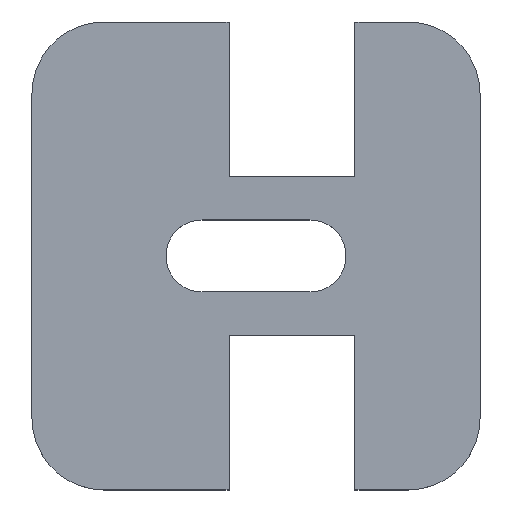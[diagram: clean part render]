
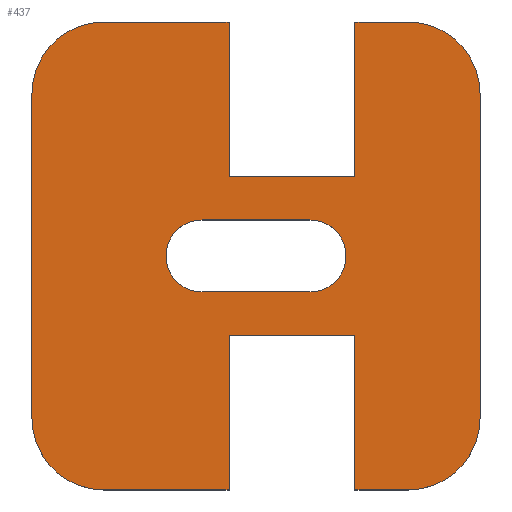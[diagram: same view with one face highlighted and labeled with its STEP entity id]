
A CAD part, top view. The second image highlights one B-rep face of the part: STEP entity #437.
In plain terms, the highlighted planar face has unit normal (0, 0, 1).
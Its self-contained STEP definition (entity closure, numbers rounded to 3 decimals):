
#14=FACE_BOUND('',#57,.T.);
#17=PLANE('',#469);
#34=FACE_OUTER_BOUND('',#56,.T.);
#56=EDGE_LOOP('',(#294,#295,#296,#297,#298,#299,#300,#301,#302,#303,#304,
#305,#306,#307,#308,#309));
#57=EDGE_LOOP('',(#310,#311,#312,#313));
#80=LINE('',#629,#128);
#83=LINE('',#635,#131);
#84=LINE('',#637,#132);
#85=LINE('',#639,#133);
#86=LINE('',#641,#134);
#87=LINE('',#643,#135);
#88=LINE('',#647,#136);
#89=LINE('',#651,#137);
#90=LINE('',#653,#138);
#91=LINE('',#655,#139);
#92=LINE('',#657,#140);
#93=LINE('',#659,#141);
#94=LINE('',#665,#142);
#95=LINE('',#668,#143);
#128=VECTOR('',#511,10.);
#131=VECTOR('',#516,10.);
#132=VECTOR('',#517,10.);
#133=VECTOR('',#518,10.);
#134=VECTOR('',#519,10.);
#135=VECTOR('',#520,10.);
#136=VECTOR('',#523,10.);
#137=VECTOR('',#526,10.);
#138=VECTOR('',#527,10.);
#139=VECTOR('',#528,10.);
#140=VECTOR('',#529,10.);
#141=VECTOR('',#530,10.);
#142=VECTOR('',#535,10.);
#143=VECTOR('',#538,10.);
#174=CIRCLE('',#466,4.);
#176=CIRCLE('',#470,4.);
#177=CIRCLE('',#471,4.);
#178=CIRCLE('',#472,4.);
#179=CIRCLE('',#473,2.);
#180=CIRCLE('',#474,2.);
#186=VERTEX_POINT('',#619);
#187=VERTEX_POINT('',#620);
#190=VERTEX_POINT('',#628);
#192=VERTEX_POINT('',#634);
#193=VERTEX_POINT('',#636);
#194=VERTEX_POINT('',#638);
#195=VERTEX_POINT('',#640);
#196=VERTEX_POINT('',#642);
#197=VERTEX_POINT('',#644);
#198=VERTEX_POINT('',#646);
#199=VERTEX_POINT('',#648);
#200=VERTEX_POINT('',#650);
#201=VERTEX_POINT('',#652);
#202=VERTEX_POINT('',#654);
#203=VERTEX_POINT('',#656);
#204=VERTEX_POINT('',#658);
#205=VERTEX_POINT('',#661);
#206=VERTEX_POINT('',#662);
#207=VERTEX_POINT('',#664);
#208=VERTEX_POINT('',#666);
#226=EDGE_CURVE('',#186,#187,#174,.T.);
#230=EDGE_CURVE('',#190,#187,#80,.T.);
#233=EDGE_CURVE('',#186,#192,#83,.T.);
#234=EDGE_CURVE('',#192,#193,#84,.T.);
#235=EDGE_CURVE('',#193,#194,#85,.T.);
#236=EDGE_CURVE('',#194,#195,#86,.T.);
#237=EDGE_CURVE('',#195,#196,#87,.T.);
#238=EDGE_CURVE('',#197,#196,#176,.T.);
#239=EDGE_CURVE('',#197,#198,#88,.T.);
#240=EDGE_CURVE('',#199,#198,#177,.T.);
#241=EDGE_CURVE('',#199,#200,#89,.T.);
#242=EDGE_CURVE('',#200,#201,#90,.T.);
#243=EDGE_CURVE('',#201,#202,#91,.T.);
#244=EDGE_CURVE('',#202,#203,#92,.T.);
#245=EDGE_CURVE('',#203,#204,#93,.T.);
#246=EDGE_CURVE('',#190,#204,#178,.T.);
#247=EDGE_CURVE('',#205,#206,#179,.T.);
#248=EDGE_CURVE('',#206,#207,#94,.T.);
#249=EDGE_CURVE('',#207,#208,#180,.T.);
#250=EDGE_CURVE('',#208,#205,#95,.T.);
#294=ORIENTED_EDGE('',*,*,#226,.F.);
#295=ORIENTED_EDGE('',*,*,#233,.T.);
#296=ORIENTED_EDGE('',*,*,#234,.T.);
#297=ORIENTED_EDGE('',*,*,#235,.T.);
#298=ORIENTED_EDGE('',*,*,#236,.T.);
#299=ORIENTED_EDGE('',*,*,#237,.T.);
#300=ORIENTED_EDGE('',*,*,#238,.F.);
#301=ORIENTED_EDGE('',*,*,#239,.T.);
#302=ORIENTED_EDGE('',*,*,#240,.F.);
#303=ORIENTED_EDGE('',*,*,#241,.T.);
#304=ORIENTED_EDGE('',*,*,#242,.T.);
#305=ORIENTED_EDGE('',*,*,#243,.T.);
#306=ORIENTED_EDGE('',*,*,#244,.T.);
#307=ORIENTED_EDGE('',*,*,#245,.T.);
#308=ORIENTED_EDGE('',*,*,#246,.F.);
#309=ORIENTED_EDGE('',*,*,#230,.T.);
#310=ORIENTED_EDGE('',*,*,#247,.T.);
#311=ORIENTED_EDGE('',*,*,#248,.T.);
#312=ORIENTED_EDGE('',*,*,#249,.T.);
#313=ORIENTED_EDGE('',*,*,#250,.T.);
#437=ADVANCED_FACE('',(#34,#14),#17,.T.);
#466=AXIS2_PLACEMENT_3D('',#621,#503,#504);
#469=AXIS2_PLACEMENT_3D('',#633,#514,#515);
#470=AXIS2_PLACEMENT_3D('',#645,#521,#522);
#471=AXIS2_PLACEMENT_3D('',#649,#524,#525);
#472=AXIS2_PLACEMENT_3D('',#660,#531,#532);
#473=AXIS2_PLACEMENT_3D('',#663,#533,#534);
#474=AXIS2_PLACEMENT_3D('',#667,#536,#537);
#503=DIRECTION('center_axis',(0.,0.,-1.));
#504=DIRECTION('ref_axis',(-0.707,-0.707,0.));
#511=DIRECTION('',(0.,-1.,0.));
#514=DIRECTION('center_axis',(0.,0.,1.));
#515=DIRECTION('ref_axis',(1.,0.,0.));
#516=DIRECTION('',(1.,0.,0.));
#517=DIRECTION('',(0.,1.,0.));
#518=DIRECTION('',(1.,0.,0.));
#519=DIRECTION('',(0.,-1.,0.));
#520=DIRECTION('',(1.,0.,0.));
#521=DIRECTION('center_axis',(0.,0.,-1.));
#522=DIRECTION('ref_axis',(0.707,-0.707,0.));
#523=DIRECTION('',(0.,1.,0.));
#524=DIRECTION('center_axis',(0.,0.,-1.));
#525=DIRECTION('ref_axis',(0.707,0.707,0.));
#526=DIRECTION('',(-1.,0.,0.));
#527=DIRECTION('',(0.,-1.,0.));
#528=DIRECTION('',(-1.,0.,0.));
#529=DIRECTION('',(0.,1.,0.));
#530=DIRECTION('',(-1.,0.,0.));
#531=DIRECTION('center_axis',(0.,0.,-1.));
#532=DIRECTION('ref_axis',(-0.707,0.707,0.));
#533=DIRECTION('center_axis',(0.,0.,-1.));
#534=DIRECTION('ref_axis',(0.,-1.,0.));
#535=DIRECTION('',(1.,0.,0.));
#536=DIRECTION('center_axis',(0.,0.,-1.));
#537=DIRECTION('ref_axis',(0.,1.,0.));
#538=DIRECTION('',(-1.,0.,0.));
#619=CARTESIAN_POINT('',(-8.45,-13.,-1.25));
#620=CARTESIAN_POINT('',(-12.45,-9.,-1.25));
#621=CARTESIAN_POINT('Origin',(-8.45,-9.,-1.25));
#628=CARTESIAN_POINT('',(-12.45,9.,-1.25));
#629=CARTESIAN_POINT('',(-12.45,13.,-1.25));
#633=CARTESIAN_POINT('Origin',(0.,0.,
-1.25));
#634=CARTESIAN_POINT('',(-1.5,-13.,-1.25));
#635=CARTESIAN_POINT('',(-12.45,-13.,-1.25));
#636=CARTESIAN_POINT('',(-1.5,-4.4,-1.25));
#637=CARTESIAN_POINT('',(-1.5,-3.25,-1.25));
#638=CARTESIAN_POINT('',(5.5,-4.4,-1.25));
#639=CARTESIAN_POINT('',(2.75,-4.4,-1.25));
#640=CARTESIAN_POINT('',(5.5,-13.,-1.25));
#641=CARTESIAN_POINT('',(5.5,-6.5,-1.25));
#642=CARTESIAN_POINT('',(8.45,-13.,-1.25));
#643=CARTESIAN_POINT('',(-12.45,-13.,-1.25));
#644=CARTESIAN_POINT('',(12.45,-9.,-1.25));
#645=CARTESIAN_POINT('Origin',(8.45,-9.,-1.25));
#646=CARTESIAN_POINT('',(12.45,9.,-1.25));
#647=CARTESIAN_POINT('',(12.45,-13.,-1.25));
#648=CARTESIAN_POINT('',(8.45,13.,-1.25));
#649=CARTESIAN_POINT('Origin',(8.45,9.,-1.25));
#650=CARTESIAN_POINT('',(5.5,13.,-1.25));
#651=CARTESIAN_POINT('',(12.45,13.,-1.25));
#652=CARTESIAN_POINT('',(5.5,4.4,-1.25));
#653=CARTESIAN_POINT('',(5.5,3.25,-1.25));
#654=CARTESIAN_POINT('',(-1.5,4.4,-1.25));
#655=CARTESIAN_POINT('',(-0.75,4.4,-1.25));
#656=CARTESIAN_POINT('',(-1.5,13.,-1.25));
#657=CARTESIAN_POINT('',(-1.5,6.5,-1.25));
#658=CARTESIAN_POINT('',(-8.45,13.,-1.25));
#659=CARTESIAN_POINT('',(12.45,13.,-1.25));
#660=CARTESIAN_POINT('Origin',(-8.45,9.,-1.25));
#661=CARTESIAN_POINT('',(-3.,-2.,-1.25));
#662=CARTESIAN_POINT('',(-3.,2.,-1.25));
#663=CARTESIAN_POINT('Origin',(-3.,0.,-1.25));
#664=CARTESIAN_POINT('',(3.,2.,-1.25));
#665=CARTESIAN_POINT('',(1.5,2.,-1.25));
#666=CARTESIAN_POINT('',(3.,-2.,-1.25));
#667=CARTESIAN_POINT('Origin',(3.,0.,-1.25));
#668=CARTESIAN_POINT('',(-1.5,-2.,-1.25));
